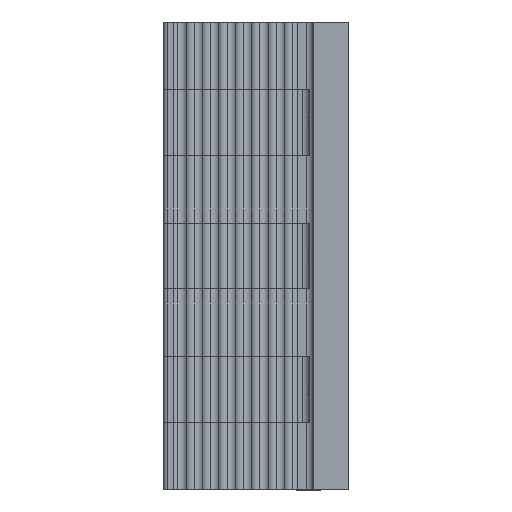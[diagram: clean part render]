
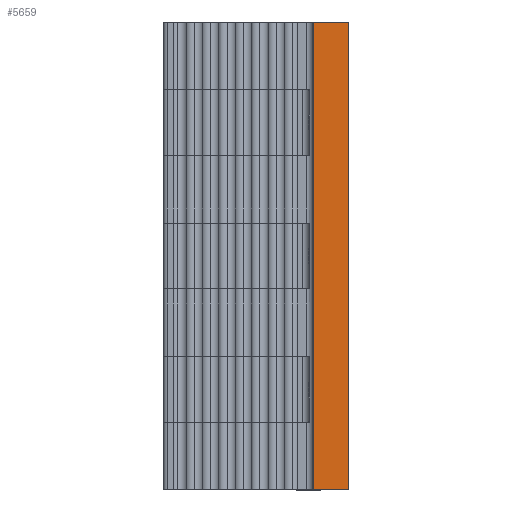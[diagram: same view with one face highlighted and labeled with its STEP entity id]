
A CAD part, front view. The second image highlights one B-rep face of the part: STEP entity #5659.
In plain terms, the highlighted planar face has unit normal (0, -1, 0).
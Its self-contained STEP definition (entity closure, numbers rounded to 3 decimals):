
#1603 = EDGE_CURVE ( 'NONE', #24960, #24961, #9216, .T. ) ;
#1661 = EDGE_CURVE ( 'NONE', #24964, #24967, #9238, .T. ) ;
#1662 = EDGE_CURVE ( 'NONE', #24961, #24964, #9350, .T. ) ;
#1666 = EDGE_CURVE ( 'NONE', #24960, #24967, #9348, .T. ) ;
#3965 = EDGE_LOOP ( 'NONE', ( #5394, #5395, #5396, #5397 ) ) ;
#5394 = ORIENTED_EDGE ( 'NONE', *, *, #1666, .F. ) ;
#5395 = ORIENTED_EDGE ( 'NONE', *, *, #1603, .T. ) ;
#5396 = ORIENTED_EDGE ( 'NONE', *, *, #1662, .T. ) ;
#5397 = ORIENTED_EDGE ( 'NONE', *, *, #1661, .T. ) ;
#5659 = ADVANCED_FACE ( 'NONE', ( #13779 ), #14371, .T. ) ;
#9216 = LINE ( 'NONE', #15409, #9217 ) ;
#9217 = VECTOR ( 'NONE', #15407, 1000. ) ;
#9238 = LINE ( 'NONE', #14909, #9349 ) ;
#9348 = LINE ( 'NONE', #14855, #9359 ) ;
#9349 = VECTOR ( 'NONE', #14897, 1000. ) ;
#9350 = LINE ( 'NONE', #14895, #9351 ) ;
#9351 = VECTOR ( 'NONE', #14892, 1000. ) ;
#9359 = VECTOR ( 'NONE', #14853, 1000. ) ;
#10392 = AXIS2_PLACEMENT_3D ( 'NONE', #14370, #14380, #14381 ) ;
#13779 = FACE_OUTER_BOUND ( 'NONE', #3965, .T. ) ;
#14370 = CARTESIAN_POINT ( 'NONE',  ( 137.658, -227.885, 1.067 ) ) ;
#14371 = PLANE ( 'NONE',  #10392 ) ;
#14380 = DIRECTION ( 'NONE',  ( 0., -1., 0. ) ) ;
#14381 = DIRECTION ( 'NONE',  ( 0., 0., -1. ) ) ;
#14853 = DIRECTION ( 'NONE',  ( 1., 0., 0. ) ) ;
#14855 = CARTESIAN_POINT ( 'NONE',  ( 114.798, -227.885, 1.067 ) ) ;
#14892 = DIRECTION ( 'NONE',  ( 1., 0., 0. ) ) ;
#14895 = CARTESIAN_POINT ( 'NONE',  ( 137.658, -227.885, -56.845 ) ) ;
#14897 = DIRECTION ( 'NONE',  ( 0., 0., 1. ) ) ;
#14909 = CARTESIAN_POINT ( 'NONE',  ( 137.658, -227.885, 1.067 ) ) ;
#15407 = DIRECTION ( 'NONE',  ( 0., 0., -1. ) ) ;
#15409 = CARTESIAN_POINT ( 'NONE',  ( 133.321, -227.885, 1.067 ) ) ;
#21608 = CARTESIAN_POINT ( 'NONE',  ( 133.321, -227.885, -56.845 ) ) ;
#21615 = CARTESIAN_POINT ( 'NONE',  ( 133.321, -227.885, 1.067 ) ) ;
#21618 = CARTESIAN_POINT ( 'NONE',  ( 137.658, -227.885, -56.845 ) ) ;
#21621 = CARTESIAN_POINT ( 'NONE',  ( 137.658, -227.885, 1.067 ) ) ;
#24960 = VERTEX_POINT ( 'NONE', #21615 ) ;
#24961 = VERTEX_POINT ( 'NONE', #21608 ) ;
#24964 = VERTEX_POINT ( 'NONE', #21618 ) ;
#24967 = VERTEX_POINT ( 'NONE', #21621 ) ;
